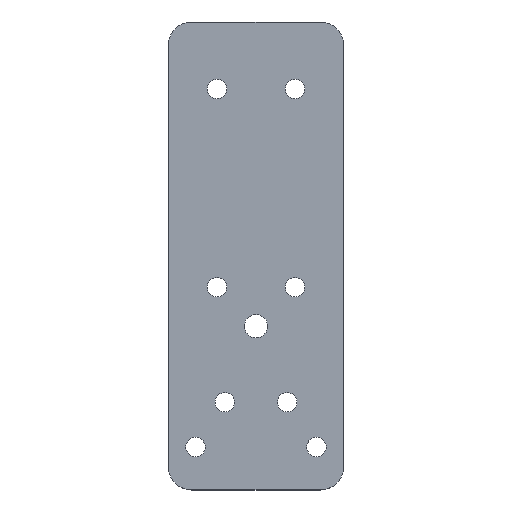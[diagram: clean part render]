
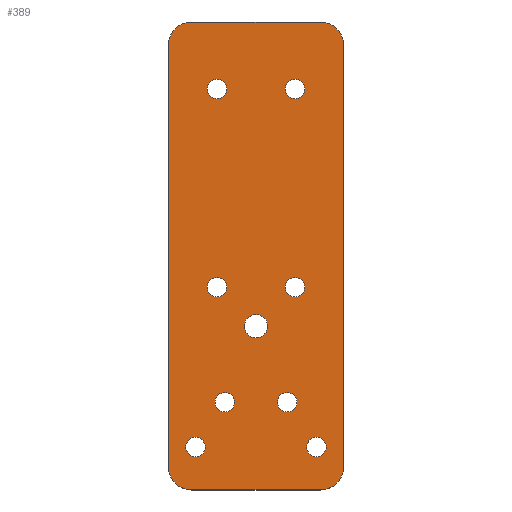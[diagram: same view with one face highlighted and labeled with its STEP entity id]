
A CAD part, top view. The second image highlights one B-rep face of the part: STEP entity #389.
In plain terms, the highlighted planar face has unit normal (0, 0, 1).
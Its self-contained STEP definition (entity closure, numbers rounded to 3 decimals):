
#24=FACE_BOUND('',#86,.T.);
#25=FACE_BOUND('',#87,.T.);
#26=FACE_BOUND('',#88,.T.);
#27=FACE_BOUND('',#89,.T.);
#28=FACE_BOUND('',#90,.T.);
#29=FACE_BOUND('',#91,.T.);
#30=FACE_BOUND('',#92,.T.);
#31=FACE_BOUND('',#93,.T.);
#32=FACE_BOUND('',#94,.T.);
#38=PLANE('',#448);
#57=FACE_OUTER_BOUND('',#85,.T.);
#85=EDGE_LOOP('',(#341,#342,#343,#344,#345,#346,#347,#348));
#86=EDGE_LOOP('',(#349));
#87=EDGE_LOOP('',(#350));
#88=EDGE_LOOP('',(#351));
#89=EDGE_LOOP('',(#352));
#90=EDGE_LOOP('',(#353));
#91=EDGE_LOOP('',(#354));
#92=EDGE_LOOP('',(#355));
#93=EDGE_LOOP('',(#356));
#94=EDGE_LOOP('',(#357));
#99=LINE('',#581,#124);
#105=LINE('',#619,#130);
#108=LINE('',#627,#133);
#119=LINE('',#669,#144);
#124=VECTOR('',#463,10.);
#130=VECTOR('',#501,10.);
#133=VECTOR('',#510,10.);
#144=VECTOR('',#563,10.);
#145=CIRCLE('',#405,3.);
#159=CIRCLE('',#422,3.);
#160=CIRCLE('',#425,3.);
#161=CIRCLE('',#428,3.);
#162=CIRCLE('',#430,1.25);
#163=CIRCLE('',#432,1.25);
#164=CIRCLE('',#434,1.25);
#165=CIRCLE('',#436,1.25);
#166=CIRCLE('',#438,1.25);
#167=CIRCLE('',#440,1.25);
#168=CIRCLE('',#442,1.25);
#169=CIRCLE('',#444,1.25);
#170=CIRCLE('',#446,1.5);
#171=VERTEX_POINT('',#568);
#172=VERTEX_POINT('',#569);
#176=VERTEX_POINT('',#579);
#191=VERTEX_POINT('',#613);
#192=VERTEX_POINT('',#617);
#193=VERTEX_POINT('',#621);
#194=VERTEX_POINT('',#622);
#195=VERTEX_POINT('',#629);
#196=VERTEX_POINT('',#633);
#197=VERTEX_POINT('',#637);
#198=VERTEX_POINT('',#641);
#199=VERTEX_POINT('',#645);
#200=VERTEX_POINT('',#649);
#201=VERTEX_POINT('',#653);
#202=VERTEX_POINT('',#657);
#203=VERTEX_POINT('',#661);
#204=VERTEX_POINT('',#665);
#205=EDGE_CURVE('',#171,#172,#145,.T.);
#211=EDGE_CURVE('',#171,#176,#99,.T.);
#227=EDGE_CURVE('',#191,#176,#159,.T.);
#230=EDGE_CURVE('',#191,#192,#105,.T.);
#231=EDGE_CURVE('',#193,#194,#160,.T.);
#234=EDGE_CURVE('',#193,#172,#108,.T.);
#235=EDGE_CURVE('',#195,#192,#161,.T.);
#237=EDGE_CURVE('',#196,#196,#162,.T.);
#239=EDGE_CURVE('',#197,#197,#163,.T.);
#241=EDGE_CURVE('',#198,#198,#164,.T.);
#243=EDGE_CURVE('',#199,#199,#165,.T.);
#245=EDGE_CURVE('',#200,#200,#166,.T.);
#247=EDGE_CURVE('',#201,#201,#167,.T.);
#249=EDGE_CURVE('',#202,#202,#168,.T.);
#251=EDGE_CURVE('',#203,#203,#169,.T.);
#253=EDGE_CURVE('',#204,#204,#170,.T.);
#255=EDGE_CURVE('',#195,#194,#119,.T.);
#341=ORIENTED_EDGE('',*,*,#205,.F.);
#342=ORIENTED_EDGE('',*,*,#211,.T.);
#343=ORIENTED_EDGE('',*,*,#227,.F.);
#344=ORIENTED_EDGE('',*,*,#230,.T.);
#345=ORIENTED_EDGE('',*,*,#235,.F.);
#346=ORIENTED_EDGE('',*,*,#255,.T.);
#347=ORIENTED_EDGE('',*,*,#231,.F.);
#348=ORIENTED_EDGE('',*,*,#234,.T.);
#349=ORIENTED_EDGE('',*,*,#253,.T.);
#350=ORIENTED_EDGE('',*,*,#251,.T.);
#351=ORIENTED_EDGE('',*,*,#249,.T.);
#352=ORIENTED_EDGE('',*,*,#247,.T.);
#353=ORIENTED_EDGE('',*,*,#245,.T.);
#354=ORIENTED_EDGE('',*,*,#243,.T.);
#355=ORIENTED_EDGE('',*,*,#241,.T.);
#356=ORIENTED_EDGE('',*,*,#239,.T.);
#357=ORIENTED_EDGE('',*,*,#237,.T.);
#389=ADVANCED_FACE('',(#57,#24,#25,#26,#27,#28,#29,#30,#31,#32),#38,.T.);
#405=AXIS2_PLACEMENT_3D('',#570,#453,#454);
#422=AXIS2_PLACEMENT_3D('',#614,#495,#496);
#425=AXIS2_PLACEMENT_3D('',#623,#504,#505);
#428=AXIS2_PLACEMENT_3D('',#630,#513,#514);
#430=AXIS2_PLACEMENT_3D('',#634,#518,#519);
#432=AXIS2_PLACEMENT_3D('',#638,#523,#524);
#434=AXIS2_PLACEMENT_3D('',#642,#528,#529);
#436=AXIS2_PLACEMENT_3D('',#646,#533,#534);
#438=AXIS2_PLACEMENT_3D('',#650,#538,#539);
#440=AXIS2_PLACEMENT_3D('',#654,#543,#544);
#442=AXIS2_PLACEMENT_3D('',#658,#548,#549);
#444=AXIS2_PLACEMENT_3D('',#662,#553,#554);
#446=AXIS2_PLACEMENT_3D('',#666,#558,#559);
#448=AXIS2_PLACEMENT_3D('',#670,#564,#565);
#453=DIRECTION('center_axis',(0.,0.,-1.));
#454=DIRECTION('ref_axis',(0.707,0.707,0.));
#463=DIRECTION('',(-1.,0.,0.));
#495=DIRECTION('center_axis',(0.,0.,-1.));
#496=DIRECTION('ref_axis',(-0.707,0.707,0.));
#501=DIRECTION('',(0.,-1.,0.));
#504=DIRECTION('center_axis',(0.,0.,-1.));
#505=DIRECTION('ref_axis',(0.707,-0.707,0.));
#510=DIRECTION('',(0.,1.,0.));
#513=DIRECTION('center_axis',(0.,0.,-1.));
#514=DIRECTION('ref_axis',(-0.707,-0.707,0.));
#518=DIRECTION('center_axis',(0.,0.,-1.));
#519=DIRECTION('ref_axis',(1.,0.,0.));
#523=DIRECTION('center_axis',(0.,0.,-1.));
#524=DIRECTION('ref_axis',(1.,0.,0.));
#528=DIRECTION('center_axis',(0.,0.,-1.));
#529=DIRECTION('ref_axis',(1.,0.,0.));
#533=DIRECTION('center_axis',(0.,0.,-1.));
#534=DIRECTION('ref_axis',(1.,0.,0.));
#538=DIRECTION('center_axis',(0.,0.,-1.));
#539=DIRECTION('ref_axis',(1.,0.,0.));
#543=DIRECTION('center_axis',(0.,0.,-1.));
#544=DIRECTION('ref_axis',(1.,0.,0.));
#548=DIRECTION('center_axis',(0.,0.,-1.));
#549=DIRECTION('ref_axis',(1.,0.,0.));
#553=DIRECTION('center_axis',(0.,0.,-1.));
#554=DIRECTION('ref_axis',(1.,0.,0.));
#558=DIRECTION('center_axis',(0.,0.,-1.));
#559=DIRECTION('ref_axis',(1.,0.,0.));
#563=DIRECTION('',(1.,0.,0.));
#564=DIRECTION('center_axis',(0.,0.,1.));
#565=DIRECTION('ref_axis',(1.,0.,0.));
#568=CARTESIAN_POINT('',(19.5,60.,3.));
#569=CARTESIAN_POINT('',(22.5,57.,3.));
#570=CARTESIAN_POINT('Origin',(19.5,57.,3.));
#579=CARTESIAN_POINT('',(3.,60.,3.));
#581=CARTESIAN_POINT('',(22.5,60.,3.));
#613=CARTESIAN_POINT('',(0.,57.,3.));
#614=CARTESIAN_POINT('Origin',(3.,57.,3.));
#617=CARTESIAN_POINT('',(0.,3.,3.));
#619=CARTESIAN_POINT('',(0.,60.,3.));
#621=CARTESIAN_POINT('',(22.5,3.,3.));
#622=CARTESIAN_POINT('',(19.5,0.,3.));
#623=CARTESIAN_POINT('Origin',(19.5,3.,3.));
#627=CARTESIAN_POINT('',(22.5,0.,3.));
#629=CARTESIAN_POINT('',(3.,0.,3.));
#630=CARTESIAN_POINT('Origin',(3.,3.,3.));
#633=CARTESIAN_POINT('',(5.,51.4,3.));
#634=CARTESIAN_POINT('Origin',(6.25,51.4,3.));
#637=CARTESIAN_POINT('',(5.,26.,3.));
#638=CARTESIAN_POINT('Origin',(6.25,26.,3.));
#641=CARTESIAN_POINT('',(14.,11.25,3.));
#642=CARTESIAN_POINT('Origin',(15.25,11.25,3.));
#645=CARTESIAN_POINT('',(15.,51.4,3.));
#646=CARTESIAN_POINT('Origin',(16.25,51.4,3.));
#649=CARTESIAN_POINT('',(15.,26.,3.));
#650=CARTESIAN_POINT('Origin',(16.25,26.,3.));
#653=CARTESIAN_POINT('',(2.25,5.5,3.));
#654=CARTESIAN_POINT('Origin',(3.5,5.5,3.));
#657=CARTESIAN_POINT('',(17.75,5.5,3.));
#658=CARTESIAN_POINT('Origin',(19.,5.5,3.));
#661=CARTESIAN_POINT('',(6.,11.25,3.));
#662=CARTESIAN_POINT('Origin',(7.25,11.25,3.));
#665=CARTESIAN_POINT('',(9.75,21.,3.));
#666=CARTESIAN_POINT('Origin',(11.25,21.,3.));
#669=CARTESIAN_POINT('',(0.,0.,3.));
#670=CARTESIAN_POINT('Origin',(11.25,30.,3.));
